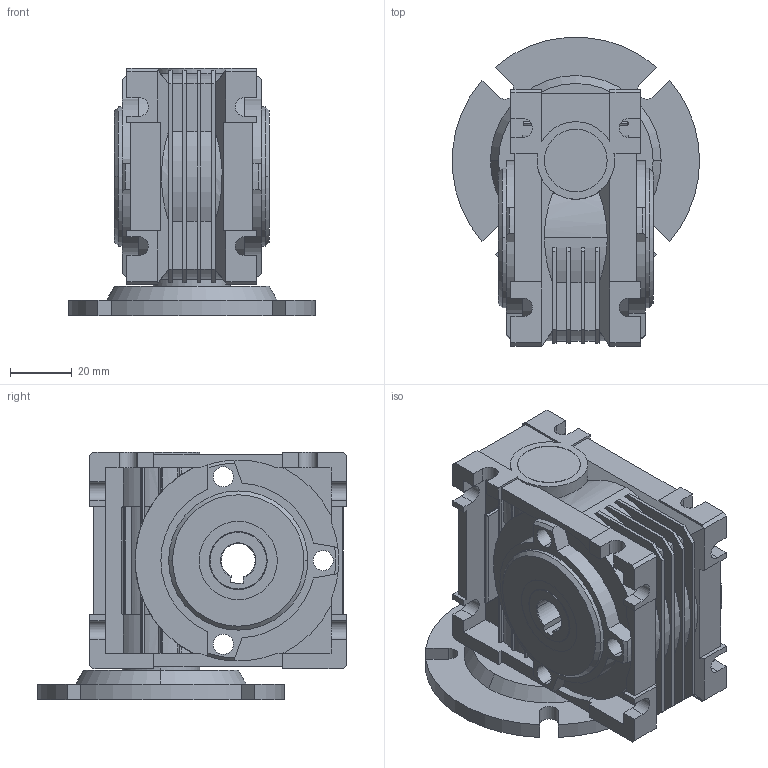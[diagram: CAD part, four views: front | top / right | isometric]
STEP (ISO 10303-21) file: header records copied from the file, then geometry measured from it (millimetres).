
FILE_DESCRIPTION (( 'STEP AP203' ), '1' );
FILE_NAME ('RV25-56B14.STEP', '2016-08-05T00:59:52', ( 'rarae' ), ( 'tyuit' ), 'SwSTEP 2.0', 'SolidWorks 2010', '' );
FILE_SCHEMA (( 'CONFIG_CONTROL_DESIGN' ));
Length unit declared in the file: millimetre
Products named in the file (5): RV输入空心轴_025_9_.step_1; RV怀堤諾陑粣_025_11H8.step_1; RV25-56B14; NMRV025_025_11_9.step_1; 楊擘
Assembly tree (4 placements, depth 2):
  RV25-56B14
    NMRV025_025_11_9.step_1
    楊擘
    RV怀堤諾陑粣_025_11H8.step_1
    RV输入空心轴_025_9_.step_1
Bounding box: 79.88 x 99.88 x 80 mm (x, y, z)
Volume: 223544 mm3; surface area: 66818.2 mm2
Topology: 4 solids, 4 shells, 603 faces, 1655 edges, 1090 vertices
Faces by surface type: plane 361, cylinder 215, cone 25, torus 2
Entity records: 19914 total; most frequent: CARTESIAN_POINT 3799, ORIENTED_EDGE 3310, DIRECTION 3233, EDGE_CURVE 1655, LINE 1129, VECTOR 1129, VERTEX_POINT 1090, AXIS2_PLACEMENT_3D 1052
